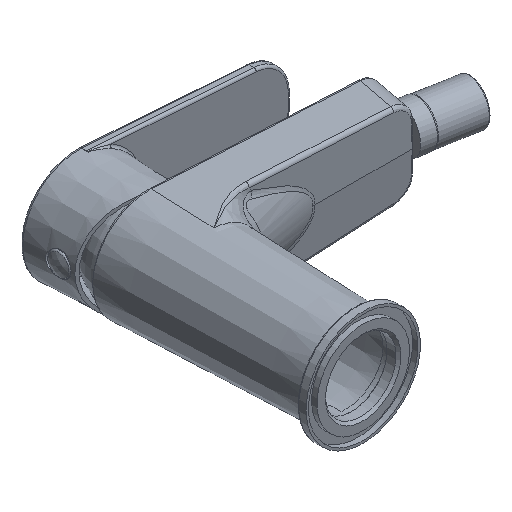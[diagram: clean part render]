
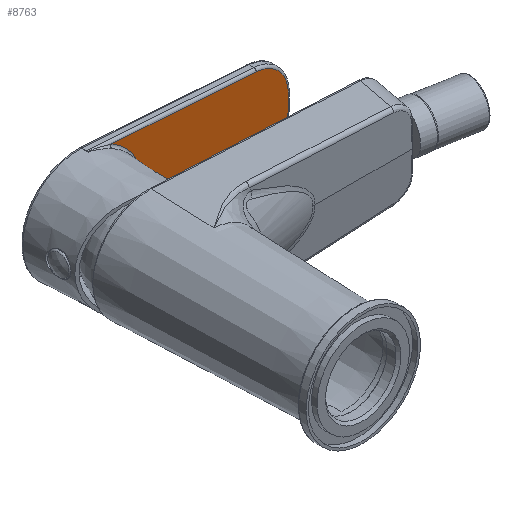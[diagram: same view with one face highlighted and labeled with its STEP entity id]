
A CAD part, isometric view. The second image highlights one B-rep face of the part: STEP entity #8763.
In plain terms, the highlighted planar face has unit normal (0, -1, 0).
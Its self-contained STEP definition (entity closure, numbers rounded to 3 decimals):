
#1136 = AXIS2_PLACEMENT_3D ( 'NONE', #2882, #1859, #1634 ) ;
#1161 = VERTEX_POINT ( 'NONE', #13775 ) ;
#1174 = CARTESIAN_POINT ( 'NONE',  ( 39.168, 68.749, -2.84 ) ) ;
#1226 = DIRECTION ( 'NONE',  ( 0., -1., 0. ) ) ;
#1261 = CARTESIAN_POINT ( 'NONE',  ( -28.59, 68.749, 21.506 ) ) ;
#1465 = VECTOR ( 'NONE', #2252, 1000. ) ;
#1634 = DIRECTION ( 'NONE',  ( 0., 0., -1. ) ) ;
#1669 = EDGE_CURVE ( 'NONE', #12555, #3269, #8530, .T. ) ;
#1813 = PLANE ( 'NONE',  #13932 ) ;
#1859 = DIRECTION ( 'NONE',  ( 0., 1., 0. ) ) ;
#2252 = DIRECTION ( 'NONE',  ( 0., 0., 1. ) ) ;
#2318 = LINE ( 'NONE', #1261, #16042 ) ;
#2601 = DIRECTION ( 'NONE',  ( 0., 0., -1. ) ) ;
#2757 = CARTESIAN_POINT ( 'NONE',  ( 53.368, 68.749, -2.84 ) ) ;
#2882 = CARTESIAN_POINT ( 'NONE',  ( -30.071, 68.749, -0.105 ) ) ;
#3269 = VERTEX_POINT ( 'NONE', #9886 ) ;
#3790 = VERTEX_POINT ( 'NONE', #5077 ) ;
#3842 = ORIENTED_EDGE ( 'NONE', *, *, #9724, .T. ) ;
#3904 = DIRECTION ( 'NONE',  ( -0.998, 0., 0.068 ) ) ;
#4708 = CARTESIAN_POINT ( 'NONE',  ( -28.59, 68.749, -21.716 ) ) ;
#4877 = CARTESIAN_POINT ( 'NONE',  ( 53.368, 68.749, -0.105 ) ) ;
#5077 = CARTESIAN_POINT ( 'NONE',  ( -19.487, 68.749, -21.092 ) ) ;
#5264 = AXIS2_PLACEMENT_3D ( 'NONE', #1174, #15680, #2601 ) ;
#5274 = EDGE_CURVE ( 'NONE', #10267, #1161, #2318, .T. ) ;
#5355 = ORIENTED_EDGE ( 'NONE', *, *, #5274, .T. ) ;
#5753 = EDGE_CURVE ( 'NONE', #7381, #12555, #12286, .T. ) ;
#6040 = DIRECTION ( 'NONE',  ( 0.998, 0., 0.068 ) ) ;
#6116 = EDGE_CURVE ( 'NONE', #1161, #3790, #12684, .T. ) ;
#6706 = ORIENTED_EDGE ( 'NONE', *, *, #5753, .T. ) ;
#6806 = LINE ( 'NONE', #4708, #8459 ) ;
#6929 = DIRECTION ( 'NONE',  ( 0., 0., -1. ) ) ;
#7381 = VERTEX_POINT ( 'NONE', #14379 ) ;
#8459 = VECTOR ( 'NONE', #6040, 1000. ) ;
#8530 = LINE ( 'NONE', #4877, #1465 ) ;
#8763 = ADVANCED_FACE ( 'NONE', ( #9142 ), #1813, .F. ) ;
#9142 = FACE_OUTER_BOUND ( 'NONE', #12766, .T. ) ;
#9724 = EDGE_CURVE ( 'NONE', #3790, #7381, #6806, .T. ) ;
#9886 = CARTESIAN_POINT ( 'NONE',  ( 53.368, 68.749, 2.631 ) ) ;
#10267 = VERTEX_POINT ( 'NONE', #14885 ) ;
#10570 = CARTESIAN_POINT ( 'NONE',  ( 39.168, 68.749, 2.631 ) ) ;
#11107 = CARTESIAN_POINT ( 'NONE',  ( -30.071, 68.749, -0.105 ) ) ;
#11192 = ORIENTED_EDGE ( 'NONE', *, *, #1669, .T. ) ;
#11662 = ORIENTED_EDGE ( 'NONE', *, *, #15928, .T. ) ;
#12286 = CIRCLE ( 'NONE', #5264, 14.2 ) ;
#12317 = DIRECTION ( 'NONE',  ( 0., 1., 0. ) ) ;
#12555 = VERTEX_POINT ( 'NONE', #2757 ) ;
#12684 = CIRCLE ( 'NONE', #1136, 23.505 ) ;
#12766 = EDGE_LOOP ( 'NONE', ( #5355, #13046, #3842, #6706, #11192, #11662 ) ) ;
#13046 = ORIENTED_EDGE ( 'NONE', *, *, #6116, .T. ) ;
#13310 = AXIS2_PLACEMENT_3D ( 'NONE', #10570, #1226, #17130 ) ;
#13775 = CARTESIAN_POINT ( 'NONE',  ( -19.487, 68.749, 20.882 ) ) ;
#13932 = AXIS2_PLACEMENT_3D ( 'NONE', #11107, #12317, #6929 ) ;
#14379 = CARTESIAN_POINT ( 'NONE',  ( 40.139, 68.749, -17.007 ) ) ;
#14885 = CARTESIAN_POINT ( 'NONE',  ( 40.139, 68.749, 16.797 ) ) ;
#15680 = DIRECTION ( 'NONE',  ( 0., -1., 0. ) ) ;
#15872 = CIRCLE ( 'NONE', #13310, 14.2 ) ;
#15928 = EDGE_CURVE ( 'NONE', #3269, #10267, #15872, .T. ) ;
#16042 = VECTOR ( 'NONE', #3904, 1000. ) ;
#17130 = DIRECTION ( 'NONE',  ( 0., 0., -1. ) ) ;
